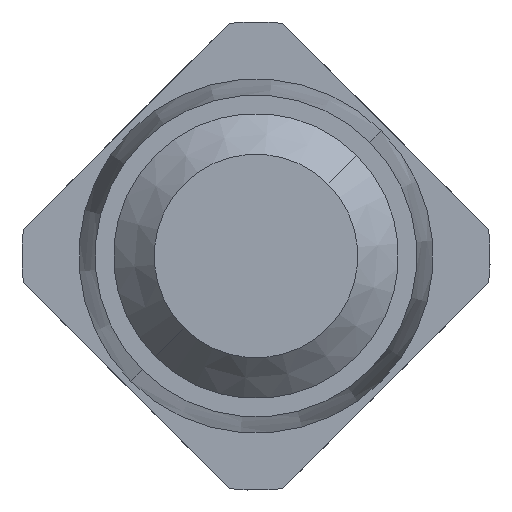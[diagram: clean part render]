
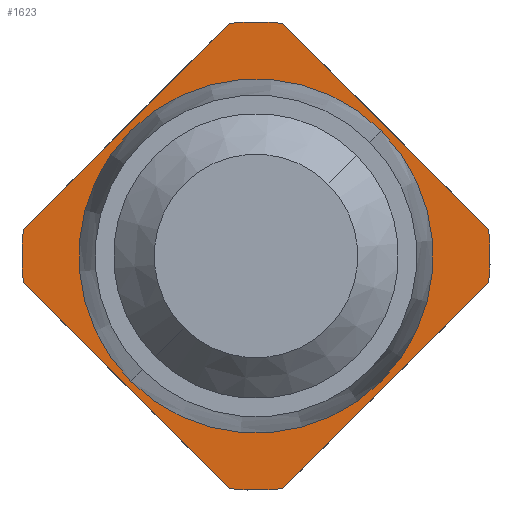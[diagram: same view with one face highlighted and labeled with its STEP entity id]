
A CAD part, front view. The second image highlights one B-rep face of the part: STEP entity #1623.
In plain terms, the highlighted planar face has unit normal (0, -1, 0).
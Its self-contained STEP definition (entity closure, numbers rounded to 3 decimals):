
#175 = AXIS2_PLACEMENT_3D ( 'NONE', #1466, #1538, #979 ) ;
#213 = FACE_BOUND ( 'NONE', #383, .T. ) ;
#285 = AXIS2_PLACEMENT_3D ( 'NONE', #1759, #2348, #1780 ) ;
#383 = EDGE_LOOP ( 'NONE', ( #3398, #816 ) ) ;
#462 = EDGE_CURVE ( 'NONE', #1302, #1570, #1727, .T. ) ;
#531 = CARTESIAN_POINT ( 'NONE',  ( -0.571, 37.5, -0.065 ) ) ;
#572 = ORIENTED_EDGE ( 'NONE', *, *, #3432, .T. ) ;
#670 = EDGE_LOOP ( 'NONE', ( #2473, #3230, #1721, #572, #1448, #3299, #2776, #2965 ) ) ;
#734 = CARTESIAN_POINT ( 'NONE',  ( 0.571, 37.5, -0.065 ) ) ;
#741 = AXIS2_PLACEMENT_3D ( 'NONE', #2724, #791, #1082 ) ;
#752 = CARTESIAN_POINT ( 'NONE',  ( 0., 37.5, 0. ) ) ;
#776 = VERTEX_POINT ( 'NONE', #1210 ) ;
#787 = VECTOR ( 'NONE', #836, 1000. ) ;
#791 = DIRECTION ( 'NONE',  ( 0., -1., 0. ) ) ;
#816 = ORIENTED_EDGE ( 'NONE', *, *, #1343, .F. ) ;
#824 = EDGE_CURVE ( 'NONE', #1198, #776, #1095, .T. ) ;
#830 = CARTESIAN_POINT ( 'NONE',  ( 0., 37.5, 0. ) ) ;
#836 = DIRECTION ( 'NONE',  ( -0.707, 0., -0.707 ) ) ;
#970 = EDGE_CURVE ( 'NONE', #1413, #3054, #3234, .T. ) ;
#973 = DIRECTION ( 'NONE',  ( 0.707, 0., 0.707 ) ) ;
#979 = DIRECTION ( 'NONE',  ( 0.707, 0., 0.707 ) ) ;
#1034 = CARTESIAN_POINT ( 'NONE',  ( -0.725, 37.5, 0.088 ) ) ;
#1082 = DIRECTION ( 'NONE',  ( 0.707, 0., 0.707 ) ) ;
#1095 = CIRCLE ( 'NONE', #3116, 0.435 ) ;
#1113 = CARTESIAN_POINT ( 'NONE',  ( -0.407, 37.5, 0.407 ) ) ;
#1165 = EDGE_CURVE ( 'NONE', #3054, #2139, #2370, .T. ) ;
#1198 = VERTEX_POINT ( 'NONE', #3173 ) ;
#1210 = CARTESIAN_POINT ( 'NONE',  ( 0.308, 37.5, 0.308 ) ) ;
#1266 = DIRECTION ( 'NONE',  ( 0., -1., 0. ) ) ;
#1301 = CARTESIAN_POINT ( 'NONE',  ( -0.065, 37.5, 0.571 ) ) ;
#1302 = VERTEX_POINT ( 'NONE', #2431 ) ;
#1334 = CARTESIAN_POINT ( 'NONE',  ( -0.318, 37.5, 0.318 ) ) ;
#1343 = EDGE_CURVE ( 'NONE', #776, #1198, #2414, .T. ) ;
#1413 = VERTEX_POINT ( 'NONE', #3141 ) ;
#1437 = DIRECTION ( 'NONE',  ( 0.707, 0., 0.707 ) ) ;
#1446 = DIRECTION ( 'NONE',  ( 0., -1., 0. ) ) ;
#1448 = ORIENTED_EDGE ( 'NONE', *, *, #970, .T. ) ;
#1466 = CARTESIAN_POINT ( 'NONE',  ( 0., 37.5, 0. ) ) ;
#1517 = EDGE_CURVE ( 'NONE', #3178, #1302, #2362, .T. ) ;
#1529 = DIRECTION ( 'NONE',  ( 0.707, 0., 0.707 ) ) ;
#1538 = DIRECTION ( 'NONE',  ( 0., -1., 0. ) ) ;
#1549 = EDGE_CURVE ( 'NONE', #3078, #2728, #3272, .T. ) ;
#1570 = VERTEX_POINT ( 'NONE', #1301 ) ;
#1582 = CARTESIAN_POINT ( 'NONE',  ( -0.571, 37.5, 0.065 ) ) ;
#1623 = ADVANCED_FACE ( 'Defeature ausgef�hrt1_2', ( #213, #1658 ), #1891, .T. ) ;
#1658 = FACE_OUTER_BOUND ( 'NONE', #670, .T. ) ;
#1693 = EDGE_CURVE ( 'NONE', #1570, #3078, #1871, .T. ) ;
#1704 = CARTESIAN_POINT ( 'NONE',  ( 0.571, 37.5, 0.065 ) ) ;
#1721 = ORIENTED_EDGE ( 'NONE', *, *, #1549, .T. ) ;
#1727 = CIRCLE ( 'NONE', #175, 0.575 ) ;
#1759 = CARTESIAN_POINT ( 'NONE',  ( 0., 37.5, 0. ) ) ;
#1780 = DIRECTION ( 'NONE',  ( 0.707, 0., 0.707 ) ) ;
#1840 = DIRECTION ( 'NONE',  ( 0.707, 0., 0.707 ) ) ;
#1871 = LINE ( 'NONE', #1334, #787 ) ;
#1891 = PLANE ( 'NONE',  #2924 ) ;
#1896 = VECTOR ( 'NONE', #1529, 1000. ) ;
#2139 = VERTEX_POINT ( 'NONE', #734 ) ;
#2348 = DIRECTION ( 'NONE',  ( 0., -1., 0. ) ) ;
#2362 = LINE ( 'NONE', #2377, #3326 ) ;
#2370 = LINE ( 'NONE', #3151, #1896 ) ;
#2377 = CARTESIAN_POINT ( 'NONE',  ( -0.088, 37.5, 0.725 ) ) ;
#2379 = CIRCLE ( 'NONE', #2552, 0.575 ) ;
#2388 = CARTESIAN_POINT ( 'NONE',  ( 0.065, 37.5, -0.571 ) ) ;
#2414 = CIRCLE ( 'NONE', #741, 0.435 ) ;
#2431 = CARTESIAN_POINT ( 'NONE',  ( 0.065, 37.5, 0.571 ) ) ;
#2465 = DIRECTION ( 'NONE',  ( 0., -1., 0. ) ) ;
#2473 = ORIENTED_EDGE ( 'NONE', *, *, #462, .T. ) ;
#2548 = DIRECTION ( 'NONE',  ( 0., -1., 0. ) ) ;
#2552 = AXIS2_PLACEMENT_3D ( 'NONE', #830, #2548, #1437 ) ;
#2636 = AXIS2_PLACEMENT_3D ( 'NONE', #752, #1266, #1840 ) ;
#2683 = DIRECTION ( 'NONE',  ( 0.707, 0., 0.707 ) ) ;
#2724 = CARTESIAN_POINT ( 'NONE',  ( 0., 37.5, 0. ) ) ;
#2728 = VERTEX_POINT ( 'NONE', #531 ) ;
#2774 = EDGE_CURVE ( 'NONE', #2139, #3178, #2379, .T. ) ;
#2776 = ORIENTED_EDGE ( 'NONE', *, *, #2774, .T. ) ;
#2905 = VECTOR ( 'NONE', #2998, 1000. ) ;
#2924 = AXIS2_PLACEMENT_3D ( 'NONE', #1113, #2465, #2683 ) ;
#2941 = DIRECTION ( 'NONE',  ( -0.707, 0., 0.707 ) ) ;
#2965 = ORIENTED_EDGE ( 'NONE', *, *, #1517, .T. ) ;
#2998 = DIRECTION ( 'NONE',  ( 0.707, 0., -0.707 ) ) ;
#3054 = VERTEX_POINT ( 'NONE', #2388 ) ;
#3078 = VERTEX_POINT ( 'NONE', #1582 ) ;
#3116 = AXIS2_PLACEMENT_3D ( 'NONE', #3429, #1446, #973 ) ;
#3141 = CARTESIAN_POINT ( 'NONE',  ( -0.065, 37.5, -0.571 ) ) ;
#3151 = CARTESIAN_POINT ( 'NONE',  ( 0.318, 37.5, -0.318 ) ) ;
#3173 = CARTESIAN_POINT ( 'NONE',  ( -0.308, 37.5, -0.308 ) ) ;
#3178 = VERTEX_POINT ( 'NONE', #1704 ) ;
#3230 = ORIENTED_EDGE ( 'NONE', *, *, #1693, .T. ) ;
#3234 = CIRCLE ( 'NONE', #285, 0.575 ) ;
#3272 = CIRCLE ( 'NONE', #2636, 0.575 ) ;
#3274 = LINE ( 'NONE', #1034, #2905 ) ;
#3299 = ORIENTED_EDGE ( 'NONE', *, *, #1165, .T. ) ;
#3326 = VECTOR ( 'NONE', #2941, 1000. ) ;
#3398 = ORIENTED_EDGE ( 'NONE', *, *, #824, .F. ) ;
#3429 = CARTESIAN_POINT ( 'NONE',  ( 0., 37.5, 0. ) ) ;
#3432 = EDGE_CURVE ( 'NONE', #2728, #1413, #3274, .T. ) ;
